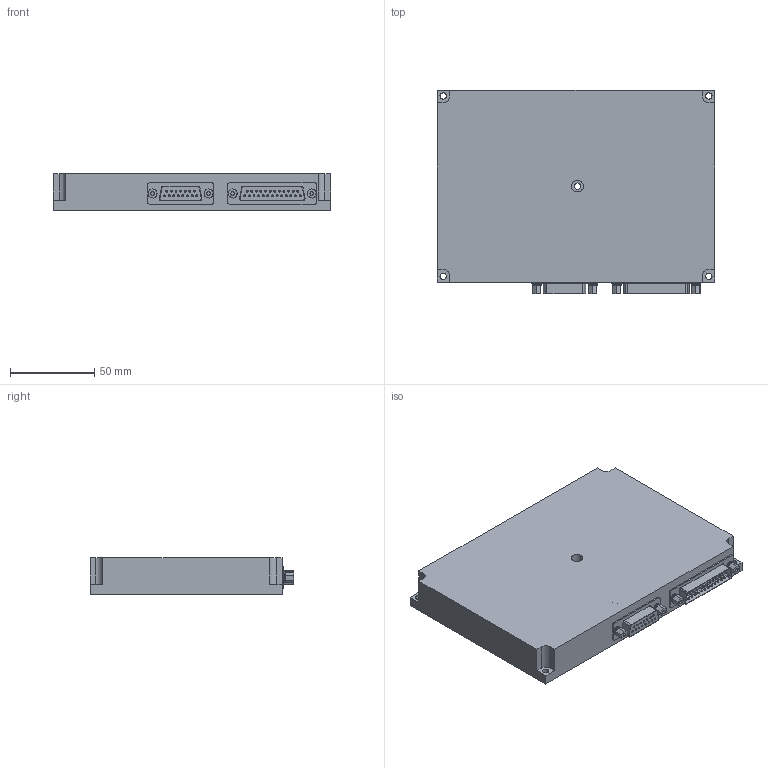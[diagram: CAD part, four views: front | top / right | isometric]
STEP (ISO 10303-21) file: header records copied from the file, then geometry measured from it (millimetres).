
FILE_DESCRIPTION(/* description */ ('Unknown'),/* implementation_level */ '2;1');
FILE_NAME(/* name */ 'M4244001',/* time_stamp */ '2020-03-19T16:29:10-04:00',/* author */ ('Unknown'),/* organization */ ('Unknown'),/* preprocessor_version */ 'ST-DEVELOPER v16.7',/* originating_system */ 'DEX',/* authorisation */ $);
FILE_SCHEMA (('CONFIG_CONTROL_DESIGN'));
Length unit declared in the file: millimetre
Products named in the file (8): M4244001; MAIN BODY; D-TYPE15SR; D-TYPE25PR; P001-19; MS35338-134; NAS620C4
Assembly tree (10 placements, depth 3):
  M4244001
    MAIN BODY
    D-TYPE15SR
    D-TYPE25PR
    P001-19  x4
      P001-19
      MS35338-134
      NAS620C4
Bounding box: 165.1 x 121.3 x 21.6 mm (x, y, z)
Volume: 410458.4 mm3; surface area: 58868.8 mm2
Topology: 15 solids, 15 shells, 518 faces, 1086 edges, 695 vertices
Faces by surface type: plane 215, cylinder 198, torus 105
Full cylindrical faces by diameter (mm): 1.14 x120, 2.156 x4, 2.382 x4, 2.92 x4, 3.05 x4, 3.8 x5, 5.309 x4, 7 x1
Entity records: 13613 total; most frequent: DIRECTION 2014, CARTESIAN_POINT 1679, ORIENTED_EDGE 1326, AXIS2_PLACEMENT_3D 888, EDGE_LOOP 802, FACE_BOUND 802, EDGE_CURVE 663, VERTEX_POINT 553
